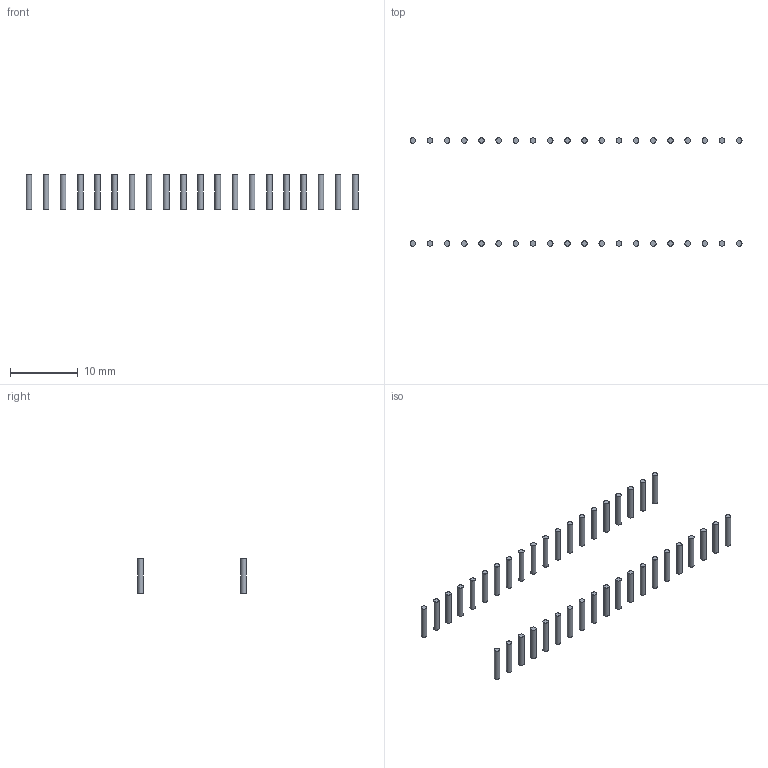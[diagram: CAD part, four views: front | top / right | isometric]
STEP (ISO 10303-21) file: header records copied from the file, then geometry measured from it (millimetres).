
FILE_DESCRIPTION(('FreeCAD Model'),'2;1');
FILE_NAME('243596.1.1.stp','2020-04-08T01:48:54',( 'Author'),(''),'Open CASCADE STEP processor 6.9','FreeCAD','Unknown' );
FILE_SCHEMA(('AUTOMOTIVE_DESIGN { 1 0 10303 214 1 1 1 1 }'));
Length unit declared in the file: millimetre
Products named in the file (2): ASSEMBLY; Leads
Assembly tree (40 placements, depth 2):
  ASSEMBLY
    Leads  x40
Bounding box: 49.08 x 16.06 x 5.1 mm (x, y, z)
Surface area: 22711 mm2
Topology: 1600 solids, 1600 shells, 4800 faces, 4800 edges, 3200 vertices
Faces by surface type: plane 3200, cylinder 1600
Full cylindrical faces by diameter (mm): 0.82 x1600
Entity records: 4388 total; most frequent: DIRECTION 762, CARTESIAN_POINT 601, AXIS2_PLACEMENT_3D 241, ORIENTED_EDGE 240, PCURVE 240, DEFINITIONAL_REPRESENTATION 240, LINE 200, VECTOR 200
